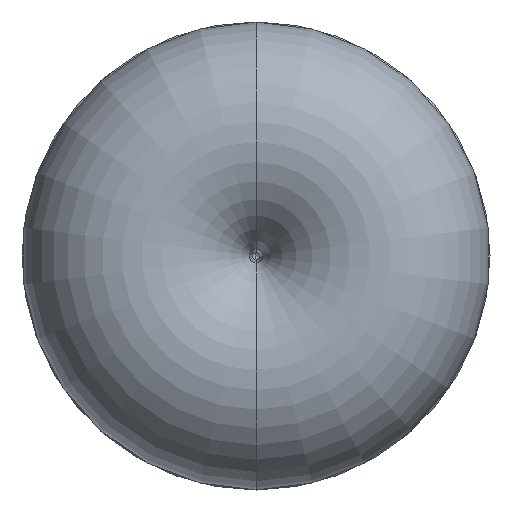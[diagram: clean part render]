
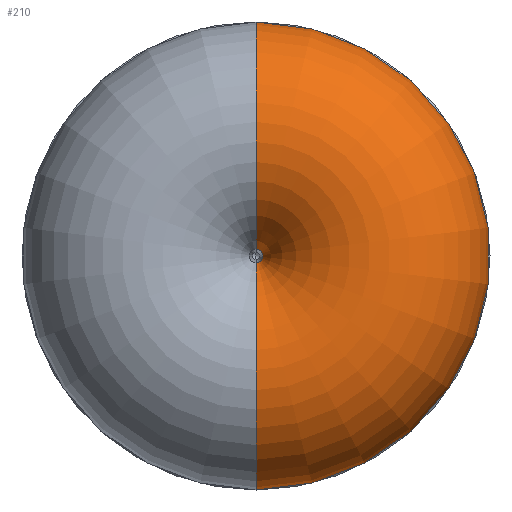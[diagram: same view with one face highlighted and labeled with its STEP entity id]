
A CAD part, front view. The second image highlights one B-rep face of the part: STEP entity #210.
In plain terms, the highlighted toroidal (fillet/blend) face has major radius 5 mm and minor radius 5 mm.
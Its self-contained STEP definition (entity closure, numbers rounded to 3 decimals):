
#28 = DIRECTION ( 'NONE',  ( 0., 0., 1. ) ) ;
#30 = DIRECTION ( 'NONE',  ( -1., 0., 0. ) ) ;
#65 = CIRCLE ( 'NONE', #223, 9. ) ;
#85 = VERTEX_POINT ( 'NONE', #577 ) ;
#125 = CARTESIAN_POINT ( 'NONE',  ( 0., 5., 5. ) ) ;
#129 = ORIENTED_EDGE ( 'NONE', *, *, #168, .T. ) ;
#168 = EDGE_CURVE ( 'NONE', #85, #528, #386, .T. ) ;
#169 = DIRECTION ( 'NONE',  ( 1., 0., 0. ) ) ;
#176 = AXIS2_PLACEMENT_3D ( 'NONE', #207, #169, #404 ) ;
#177 = DIRECTION ( 'NONE',  ( 0., 0., -1. ) ) ;
#182 = CIRCLE ( 'NONE', #176, 5. ) ;
#204 = EDGE_LOOP ( 'NONE', ( #129, #298, #246, #238 ) ) ;
#205 = EDGE_CURVE ( 'NONE', #85, #297, #554, .T. ) ;
#207 = CARTESIAN_POINT ( 'NONE',  ( 0., 5., -5. ) ) ;
#210 = ADVANCED_FACE ( 'NONE', ( #491 ), #348, .T. ) ;
#213 = CARTESIAN_POINT ( 'NONE',  ( 0., 8., 9. ) ) ;
#223 = AXIS2_PLACEMENT_3D ( 'NONE', #271, #545, #177 ) ;
#238 = ORIENTED_EDGE ( 'NONE', *, *, #205, .F. ) ;
#242 = DIRECTION ( 'NONE',  ( 0., 1., 0. ) ) ;
#246 = ORIENTED_EDGE ( 'NONE', *, *, #536, .F. ) ;
#251 = DIRECTION ( 'NONE',  ( 0., 1., 0. ) ) ;
#271 = CARTESIAN_POINT ( 'NONE',  ( 0., 8., 0. ) ) ;
#297 = VERTEX_POINT ( 'NONE', #213 ) ;
#298 = ORIENTED_EDGE ( 'NONE', *, *, #489, .T. ) ;
#314 = AXIS2_PLACEMENT_3D ( 'NONE', #125, #30, #445 ) ;
#316 = CARTESIAN_POINT ( 'NONE',  ( 0., 3.338, -0.284 ) ) ;
#343 = VERTEX_POINT ( 'NONE', #466 ) ;
#344 = DIRECTION ( 'NONE',  ( 1., 0., 0. ) ) ;
#348 = TOROIDAL_SURFACE ( 'NONE', #549, 5., 5. ) ;
#360 = AXIS2_PLACEMENT_3D ( 'NONE', #391, #242, #344 ) ;
#386 = CIRCLE ( 'NONE', #360, 0.284 ) ;
#391 = CARTESIAN_POINT ( 'NONE',  ( 0., 3.338, 0. ) ) ;
#392 = CARTESIAN_POINT ( 'NONE',  ( 0., 5., 0. ) ) ;
#404 = DIRECTION ( 'NONE',  ( 0., 0., -1. ) ) ;
#445 = DIRECTION ( 'NONE',  ( 0., 0., 1. ) ) ;
#466 = CARTESIAN_POINT ( 'NONE',  ( 0., 8., -9. ) ) ;
#489 = EDGE_CURVE ( 'NONE', #528, #343, #182, .T. ) ;
#491 = FACE_OUTER_BOUND ( 'NONE', #204, .T. ) ;
#528 = VERTEX_POINT ( 'NONE', #316 ) ;
#536 = EDGE_CURVE ( 'NONE', #297, #343, #65, .T. ) ;
#545 = DIRECTION ( 'NONE',  ( 0., 1., 0. ) ) ;
#549 = AXIS2_PLACEMENT_3D ( 'NONE', #392, #251, #28 ) ;
#554 = CIRCLE ( 'NONE', #314, 5. ) ;
#577 = CARTESIAN_POINT ( 'NONE',  ( 0., 3.338, 0.284 ) ) ;
